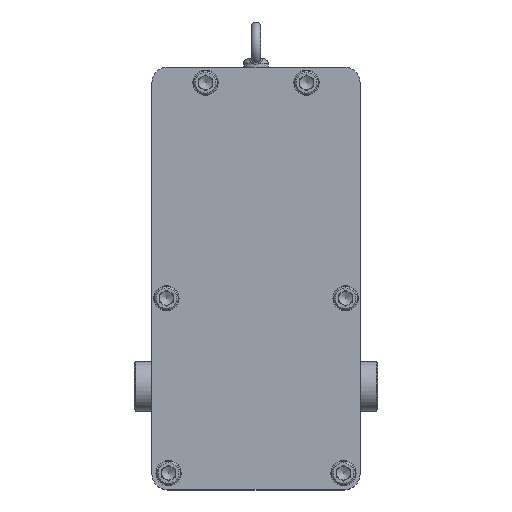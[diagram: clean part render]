
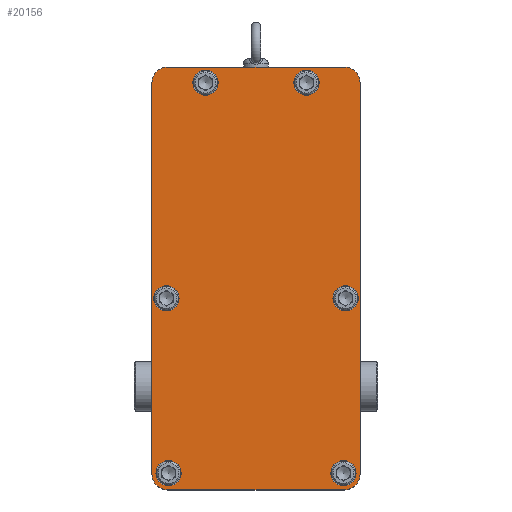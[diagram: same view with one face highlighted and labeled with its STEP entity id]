
A CAD part, top view. The second image highlights one B-rep face of the part: STEP entity #20156.
In plain terms, the highlighted planar face has unit normal (0, 0, 1).
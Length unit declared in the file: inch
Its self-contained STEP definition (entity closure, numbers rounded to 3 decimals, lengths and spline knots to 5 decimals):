
#213 = FACE_BOUND ( 'NONE', #15920, .T. ) ;
#496 = FACE_BOUND ( 'NONE', #22595, .T. ) ;
#1805 = ORIENTED_EDGE ( 'NONE', *, *, #44438, .F. ) ;
#3250 = VERTEX_POINT ( 'NONE', #19861 ) ;
#4443 = CIRCLE ( 'NONE', #26997, 0.625 ) ;
#4510 = DIRECTION ( 'NONE',  ( 0., 0., 1. ) ) ;
#5178 = CARTESIAN_POINT ( 'NONE',  ( 4.125, 12., 12.0218 ) ) ;
#5573 = AXIS2_PLACEMENT_3D ( 'NONE', #31294, #15494, #27172 ) ;
#6441 = CARTESIAN_POINT ( 'NONE',  ( -3.05, 3.46482, 12.0218 ) ) ;
#6947 = LINE ( 'NONE', #15380, #30929 ) ;
#7274 = CARTESIAN_POINT ( 'NONE',  ( -4.125, 12., 12.0218 ) ) ;
#7428 = ORIENTED_EDGE ( 'NONE', *, *, #15507, .F. ) ;
#7714 = AXIS2_PLACEMENT_3D ( 'NONE', #34434, #29770, #33888 ) ;
#8018 = ORIENTED_EDGE ( 'NONE', *, *, #28416, .F. ) ;
#8307 = EDGE_LOOP ( 'NONE', ( #26104 ) ) ;
#8562 = DIRECTION ( 'NONE',  ( 0., 0., 1. ) ) ;
#8593 = LINE ( 'NONE', #32581, #40316 ) ;
#8669 = DIRECTION ( 'NONE',  ( -1., 0., 0. ) ) ;
#9196 = DIRECTION ( 'NONE',  ( 0., 0., 1. ) ) ;
#9365 = ORIENTED_EDGE ( 'NONE', *, *, #10578, .T. ) ;
#9622 = AXIS2_PLACEMENT_3D ( 'NONE', #49264, #11625, #27957 ) ;
#9626 = ORIENTED_EDGE ( 'NONE', *, *, #41739, .F. ) ;
#10193 = CARTESIAN_POINT ( 'NONE',  ( -3.5, -3.5, 12.0218 ) ) ;
#10468 = CARTESIAN_POINT ( 'NONE',  ( -3.5, 12., 12.0218 ) ) ;
#10578 = EDGE_CURVE ( 'NONE', #15131, #27019, #22647, .T. ) ;
#10819 = CARTESIAN_POINT ( 'NONE',  ( 4.05, 3.46482, 12.0218 ) ) ;
#11113 = EDGE_LOOP ( 'NONE', ( #46729 ) ) ;
#11390 = EDGE_CURVE ( 'NONE', #3250, #3250, #25487, .T. ) ;
#11625 = DIRECTION ( 'NONE',  ( 0., 0., 1. ) ) ;
#11766 = CARTESIAN_POINT ( 'NONE',  ( 3.5, -4.125, 12.0218 ) ) ;
#12540 = CARTESIAN_POINT ( 'NONE',  ( 3.96482, -3.46482, 12.0218 ) ) ;
#12676 = CARTESIAN_POINT ( 'NONE',  ( -3.46482, -3.46482, 12.0218 ) ) ;
#12747 = CARTESIAN_POINT ( 'NONE',  ( 0., 0., 12.0218 ) ) ;
#12999 = CARTESIAN_POINT ( 'NONE',  ( 4.125, -3.5, 12.0218 ) ) ;
#13216 = DIRECTION ( 'NONE',  ( 0., 0., 1. ) ) ;
#13377 = CARTESIAN_POINT ( 'NONE',  ( -3.5, -4.125, 12.0218 ) ) ;
#13621 = CARTESIAN_POINT ( 'NONE',  ( 4.125, -4.125, 12.0218 ) ) ;
#14474 = LINE ( 'NONE', #31085, #31099 ) ;
#14608 = VERTEX_POINT ( 'NONE', #50912 ) ;
#14673 = CIRCLE ( 'NONE', #7714, 0.5 ) ;
#14872 = ORIENTED_EDGE ( 'NONE', *, *, #28731, .T. ) ;
#15131 = VERTEX_POINT ( 'NONE', #5178 ) ;
#15323 = EDGE_LOOP ( 'NONE', ( #23966 ) ) ;
#15380 = CARTESIAN_POINT ( 'NONE',  ( 4.125, 12.625, 12.0218 ) ) ;
#15494 = DIRECTION ( 'NONE',  ( 0., 0., 1. ) ) ;
#15507 = EDGE_CURVE ( 'NONE', #31803, #31803, #51662, .T. ) ;
#15512 = VERTEX_POINT ( 'NONE', #12999 ) ;
#15712 = EDGE_CURVE ( 'NONE', #36381, #27019, #8593, .T. ) ;
#15920 = EDGE_LOOP ( 'NONE', ( #9626 ) ) ;
#16842 = DIRECTION ( 'NONE',  ( 0., 0., -1. ) ) ;
#16962 = EDGE_CURVE ( 'NONE', #39984, #39984, #34343, .T. ) ;
#17180 = VERTEX_POINT ( 'NONE', #12540 ) ;
#17240 = ORIENTED_EDGE ( 'NONE', *, *, #15712, .F. ) ;
#17715 = DIRECTION ( 'NONE',  ( -1., 0., 0. ) ) ;
#17786 = CIRCLE ( 'NONE', #22119, 0.625 ) ;
#18905 = DIRECTION ( 'NONE',  ( -1., 0., 0. ) ) ;
#19318 = AXIS2_PLACEMENT_3D ( 'NONE', #12747, #16842, #8669 ) ;
#19492 = VERTEX_POINT ( 'NONE', #6441 ) ;
#19841 = EDGE_CURVE ( 'NONE', #48814, #32931, #38421, .T. ) ;
#19861 = CARTESIAN_POINT ( 'NONE',  ( -1.5, 12., 12.0218 ) ) ;
#20156 = ADVANCED_FACE ( 'NONE', ( #26057, #46026, #213, #21177, #37834, #496, #41920 ), #25258, .F. ) ;
#20638 = VERTEX_POINT ( 'NONE', #40109 ) ;
#21177 = FACE_BOUND ( 'NONE', #11113, .T. ) ;
#22077 = CIRCLE ( 'NONE', #5573, 0.5 ) ;
#22119 = AXIS2_PLACEMENT_3D ( 'NONE', #10193, #43713, #18905 ) ;
#22595 = EDGE_LOOP ( 'NONE', ( #7428 ) ) ;
#22647 = CIRCLE ( 'NONE', #9622, 0.625 ) ;
#22715 = CARTESIAN_POINT ( 'NONE',  ( -2., 12., 12.0218 ) ) ;
#23781 = AXIS2_PLACEMENT_3D ( 'NONE', #22715, #13216, #38558 ) ;
#23966 = ORIENTED_EDGE ( 'NONE', *, *, #11390, .F. ) ;
#24173 = CIRCLE ( 'NONE', #30263, 0.625 ) ;
#25171 = EDGE_LOOP ( 'NONE', ( #28317, #14872, #47788, #34000, #1805, #9365, #17240, #29351 ) ) ;
#25258 = PLANE ( 'NONE',  #19318 ) ;
#25487 = CIRCLE ( 'NONE', #23781, 0.5 ) ;
#25787 = DIRECTION ( 'NONE',  ( 1., 0., 0. ) ) ;
#26057 = FACE_BOUND ( 'NONE', #8307, .T. ) ;
#26104 = ORIENTED_EDGE ( 'NONE', *, *, #16962, .F. ) ;
#26997 = AXIS2_PLACEMENT_3D ( 'NONE', #10468, #31188, #44288 ) ;
#27019 = VERTEX_POINT ( 'NONE', #50441 ) ;
#27172 = DIRECTION ( 'NONE',  ( 1., 0., 0. ) ) ;
#27198 = AXIS2_PLACEMENT_3D ( 'NONE', #50373, #9196, #25787 ) ;
#27957 = DIRECTION ( 'NONE',  ( -1., 0., 0. ) ) ;
#28317 = ORIENTED_EDGE ( 'NONE', *, *, #39922, .F. ) ;
#28416 = EDGE_CURVE ( 'NONE', #17180, #17180, #22077, .T. ) ;
#28731 = EDGE_CURVE ( 'NONE', #20638, #32931, #17786, .T. ) ;
#29345 = DIRECTION ( 'NONE',  ( 1., 0., 0. ) ) ;
#29351 = ORIENTED_EDGE ( 'NONE', *, *, #31711, .T. ) ;
#29770 = DIRECTION ( 'NONE',  ( 0., 0., 1. ) ) ;
#30263 = AXIS2_PLACEMENT_3D ( 'NONE', #41545, #8562, #50004 ) ;
#30929 = VECTOR ( 'NONE', #36892, 39.37008 ) ;
#31085 = CARTESIAN_POINT ( 'NONE',  ( -4.125, 12.625, 12.0218 ) ) ;
#31099 = VECTOR ( 'NONE', #39818, 39.37008 ) ;
#31188 = DIRECTION ( 'NONE',  ( 0., 0., 1. ) ) ;
#31294 = CARTESIAN_POINT ( 'NONE',  ( 3.46482, -3.46482, 12.0218 ) ) ;
#31711 = EDGE_CURVE ( 'NONE', #36381, #47802, #4443, .T. ) ;
#31803 = VERTEX_POINT ( 'NONE', #10819 ) ;
#32581 = CARTESIAN_POINT ( 'NONE',  ( 4.125, 12.625, 12.0218 ) ) ;
#32931 = VERTEX_POINT ( 'NONE', #13377 ) ;
#33748 = AXIS2_PLACEMENT_3D ( 'NONE', #37539, #41375, #29345 ) ;
#33888 = DIRECTION ( 'NONE',  ( 1., 0., 0. ) ) ;
#34000 = ORIENTED_EDGE ( 'NONE', *, *, #48340, .T. ) ;
#34343 = CIRCLE ( 'NONE', #50043, 0.5 ) ;
#34434 = CARTESIAN_POINT ( 'NONE',  ( -3.55, 3.46482, 12.0218 ) ) ;
#36381 = VERTEX_POINT ( 'NONE', #41374 ) ;
#36892 = DIRECTION ( 'NONE',  ( 0., -1., 0. ) ) ;
#37539 = CARTESIAN_POINT ( 'NONE',  ( 2., 12., 12.0218 ) ) ;
#37834 = FACE_BOUND ( 'NONE', #41819, .T. ) ;
#38421 = LINE ( 'NONE', #13621, #41086 ) ;
#38558 = DIRECTION ( 'NONE',  ( 1., 0., 0. ) ) ;
#39818 = DIRECTION ( 'NONE',  ( 0., 1., 0. ) ) ;
#39922 = EDGE_CURVE ( 'NONE', #20638, #47802, #14474, .T. ) ;
#39984 = VERTEX_POINT ( 'NONE', #48174 ) ;
#40109 = CARTESIAN_POINT ( 'NONE',  ( -4.125, -3.5, 12.0218 ) ) ;
#40316 = VECTOR ( 'NONE', #45391, 39.37008 ) ;
#40774 = DIRECTION ( 'NONE',  ( 1., 0., 0. ) ) ;
#41086 = VECTOR ( 'NONE', #17715, 39.37008 ) ;
#41374 = CARTESIAN_POINT ( 'NONE',  ( -3.5, 12.625, 12.0218 ) ) ;
#41375 = DIRECTION ( 'NONE',  ( 0., 0., 1. ) ) ;
#41545 = CARTESIAN_POINT ( 'NONE',  ( 3.5, -3.5, 12.0218 ) ) ;
#41739 = EDGE_CURVE ( 'NONE', #14608, #14608, #53782, .T. ) ;
#41819 = EDGE_LOOP ( 'NONE', ( #8018 ) ) ;
#41920 = FACE_OUTER_BOUND ( 'NONE', #25171, .T. ) ;
#43713 = DIRECTION ( 'NONE',  ( 0., 0., 1. ) ) ;
#44288 = DIRECTION ( 'NONE',  ( -1., 0., 0. ) ) ;
#44438 = EDGE_CURVE ( 'NONE', #15131, #15512, #6947, .T. ) ;
#45391 = DIRECTION ( 'NONE',  ( 1., 0., 0. ) ) ;
#46026 = FACE_BOUND ( 'NONE', #15323, .T. ) ;
#46729 = ORIENTED_EDGE ( 'NONE', *, *, #48551, .F. ) ;
#47788 = ORIENTED_EDGE ( 'NONE', *, *, #19841, .F. ) ;
#47802 = VERTEX_POINT ( 'NONE', #7274 ) ;
#48174 = CARTESIAN_POINT ( 'NONE',  ( -2.96482, -3.46482, 12.0218 ) ) ;
#48340 = EDGE_CURVE ( 'NONE', #48814, #15512, #24173, .T. ) ;
#48551 = EDGE_CURVE ( 'NONE', #19492, #19492, #14673, .T. ) ;
#48814 = VERTEX_POINT ( 'NONE', #11766 ) ;
#49264 = CARTESIAN_POINT ( 'NONE',  ( 3.5, 12., 12.0218 ) ) ;
#50004 = DIRECTION ( 'NONE',  ( -1., 0., 0. ) ) ;
#50043 = AXIS2_PLACEMENT_3D ( 'NONE', #12676, #4510, #40774 ) ;
#50373 = CARTESIAN_POINT ( 'NONE',  ( 3.55, 3.46482, 12.0218 ) ) ;
#50441 = CARTESIAN_POINT ( 'NONE',  ( 3.5, 12.625, 12.0218 ) ) ;
#50912 = CARTESIAN_POINT ( 'NONE',  ( 2.5, 12., 12.0218 ) ) ;
#51662 = CIRCLE ( 'NONE', #27198, 0.5 ) ;
#53782 = CIRCLE ( 'NONE', #33748, 0.5 ) ;
